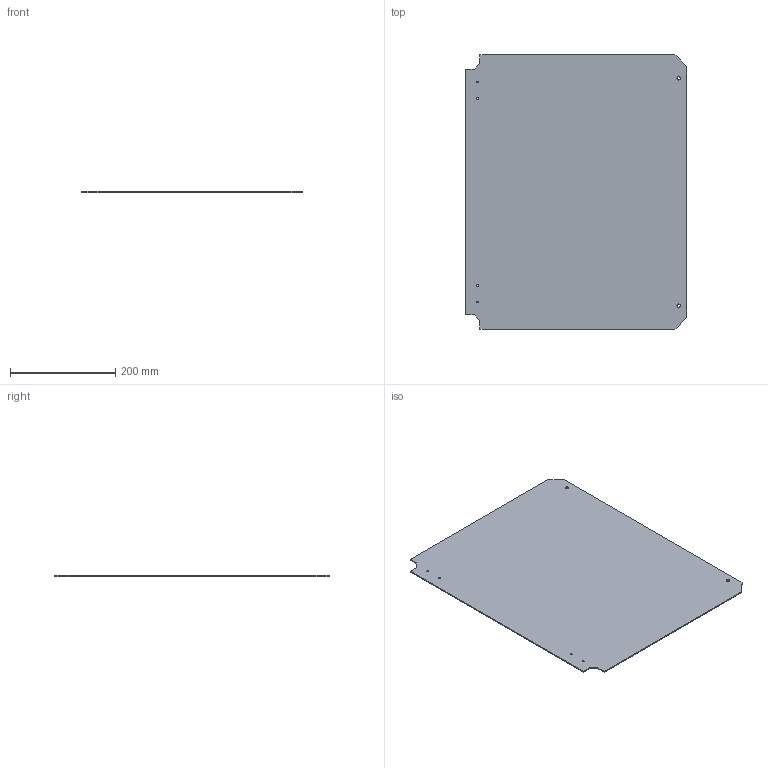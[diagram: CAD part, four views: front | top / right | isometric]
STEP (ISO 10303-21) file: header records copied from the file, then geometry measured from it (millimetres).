
FILE_DESCRIPTION((''),'2;1');
FILE_NAME('P2016SWAL.stp','2008-09-12T16:04:48',('design2''s'),(''),'Autodesk Inventor 11','Autodesk Inventor 11','');
FILE_SCHEMA(('AUTOMOTIVE_DESIGN { 1 0 10303 214 1 1 1 1 }'));
Length unit declared in the file: inch
Products named in the file (1): P2016SWAL
Bounding box: 420.69 x 522.29 x 2.03 mm (x, y, z)
Volume: 442402 mm3; surface area: 439360.7 mm2
Topology: 1 solids, 1 shells, 20 faces, 54 edges, 36 vertices
Faces by surface type: plane 14, cylinder 6
Full cylindrical faces by diameter (mm): 3.556 x4, 6.35 x2
Entity records: 649 total; most frequent: CARTESIAN_POINT 105, DIRECTION 102, ORIENTED_EDGE 96, EDGE_CURVE 48, EDGE_LOOP 38, VERTEX_POINT 36, VECTOR 36, LINE 36
